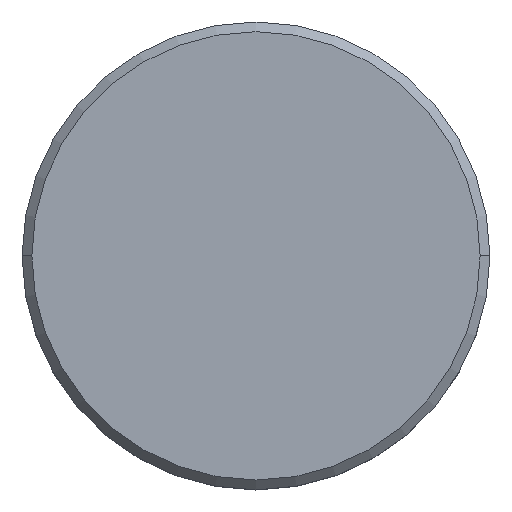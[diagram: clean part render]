
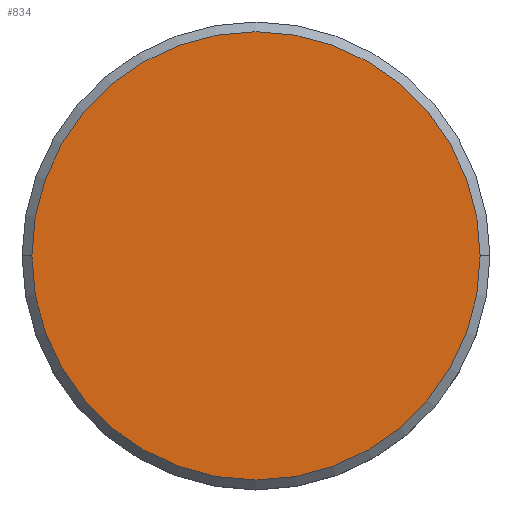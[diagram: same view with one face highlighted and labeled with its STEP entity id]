
A CAD part, top view. The second image highlights one B-rep face of the part: STEP entity #834.
In plain terms, the highlighted planar face has unit normal (0, 0, 1).
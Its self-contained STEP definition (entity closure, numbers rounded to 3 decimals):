
#15 = CARTESIAN_POINT ( 'NONE',  ( -11.5, 0., 0. ) ) ;
#32 = EDGE_LOOP ( 'NONE', ( #177, #712 ) ) ;
#36 = DIRECTION ( 'NONE',  ( 0., 0., 1. ) ) ;
#96 = DIRECTION ( 'NONE',  ( 1., 0., 0. ) ) ;
#177 = ORIENTED_EDGE ( 'NONE', *, *, #684, .T. ) ;
#182 = CIRCLE ( 'NONE', #604, 11.5 ) ;
#186 = AXIS2_PLACEMENT_3D ( 'NONE', #746, #253, #430 ) ;
#253 = DIRECTION ( 'NONE',  ( 0., 0., 1. ) ) ;
#255 = CARTESIAN_POINT ( 'NONE',  ( 0., 0., 0. ) ) ;
#344 = CIRCLE ( 'NONE', #186, 11.5 ) ;
#349 = FACE_OUTER_BOUND ( 'NONE', #32, .T. ) ;
#430 = DIRECTION ( 'NONE',  ( 1., 0., 0. ) ) ;
#440 = DIRECTION ( 'NONE',  ( 1., 0., 0. ) ) ;
#552 = AXIS2_PLACEMENT_3D ( 'NONE', #255, #36, #440 ) ;
#604 = AXIS2_PLACEMENT_3D ( 'NONE', #818, #829, #96 ) ;
#606 = PLANE ( 'NONE',  #552 ) ;
#621 = CARTESIAN_POINT ( 'NONE',  ( 11.5, 0., 0. ) ) ;
#684 = EDGE_CURVE ( 'NONE', #779, #967, #344, .T. ) ;
#712 = ORIENTED_EDGE ( 'NONE', *, *, #900, .T. ) ;
#746 = CARTESIAN_POINT ( 'NONE',  ( 0., 0., 0. ) ) ;
#779 = VERTEX_POINT ( 'NONE', #15 ) ;
#818 = CARTESIAN_POINT ( 'NONE',  ( 0., 0., 0. ) ) ;
#829 = DIRECTION ( 'NONE',  ( 0., 0., 1. ) ) ;
#834 = ADVANCED_FACE ( 'NONE', ( #349 ), #606, .T. ) ;
#900 = EDGE_CURVE ( 'NONE', #967, #779, #182, .T. ) ;
#967 = VERTEX_POINT ( 'NONE', #621 ) ;
